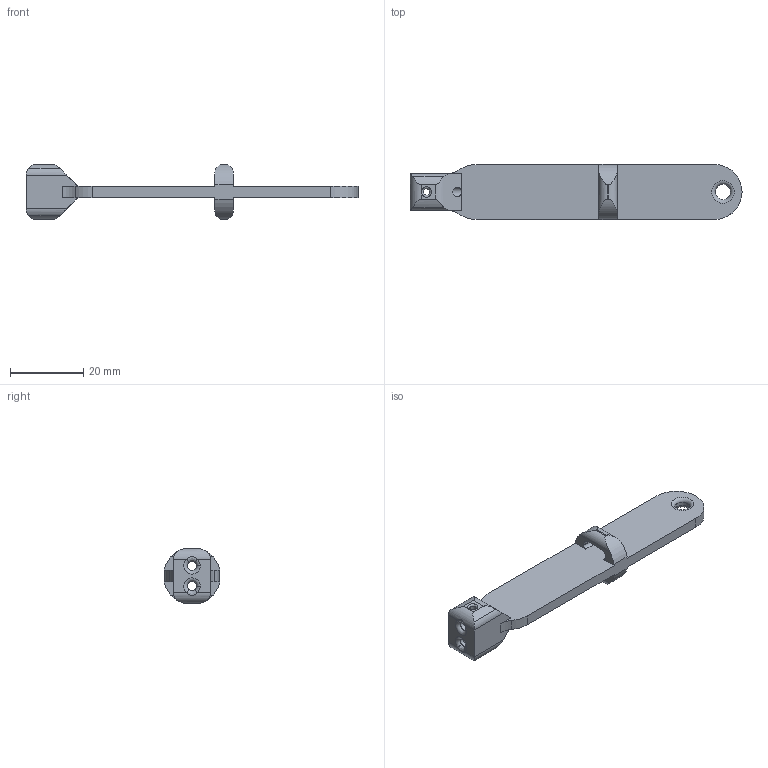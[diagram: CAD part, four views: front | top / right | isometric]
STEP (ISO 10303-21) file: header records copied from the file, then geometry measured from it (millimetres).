
FILE_DESCRIPTION(('FreeCAD Model'),'2;1');
FILE_NAME('Open CASCADE Shape Model','2024-12-23T15:46:21',('Author'),( ''),'Open CASCADE STEP processor 7.8','FreeCAD','Unknown');
FILE_SCHEMA(('AUTOMOTIVE_DESIGN { 1 0 10303 214 1 1 1 1 }'));
Length unit declared in the file: millimetre
Products named in the file (1): Body
Bounding box: 90.5 x 15 x 15 mm (x, y, z)
Volume: 5254.6 mm3; surface area: 4124.5 mm2
Topology: 1 solids, 1 shells, 76 faces, 230 edges, 148 vertices
Faces by surface type: cylinder 39, plane 27, torus 8, bspline 2
Full cylindrical faces by diameter (mm): 1.8 x3, 2.5 x2, 4.175 x1
Entity records: 3480 total; most frequent: CARTESIAN_POINT 1363, ORIENTED_EDGE 460, DIRECTION 432, EDGE_CURVE 230, AXIS2_PLACEMENT_3D 153, VERTEX_POINT 148, LINE 126, VECTOR 126
